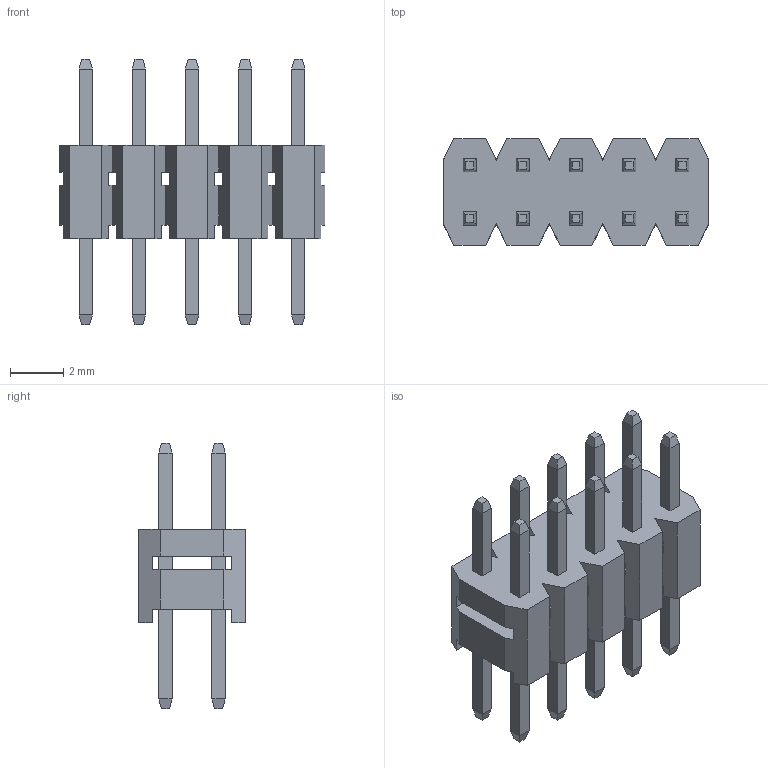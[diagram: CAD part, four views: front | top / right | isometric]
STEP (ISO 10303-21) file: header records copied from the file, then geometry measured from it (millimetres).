
FILE_DESCRIPTION (( 'STEP AP214' ), '1' );
FILE_NAME ('FPH20048-D10S1014080802B-REF.STEP', '2026-03-06T08:54:42', ( '' ), ( '' ), 'SwSTEP 2.0', 'SolidWorks 2021', '' );
FILE_SCHEMA (( 'AUTOMOTIVE_DESIGN' ));
Length unit declared in the file: millimetre
Products named in the file (1): FPH20048-D10S1014080802B-REF
Bounding box: 10 x 4 x 10 mm (x, y, z)
Volume: 117.4 mm3; surface area: 398.8 mm2
Topology: 1 solids, 1 shells, 288 faces, 772 edges, 488 vertices
Faces by surface type: plane 288
Entity records: 8806 total; most frequent: CARTESIAN_POINT 1549, ORIENTED_EDGE 1544, DIRECTION 1350, VECTOR 772, LINE 772, EDGE_CURVE 772, VERTEX_POINT 488, EDGE_LOOP 328
